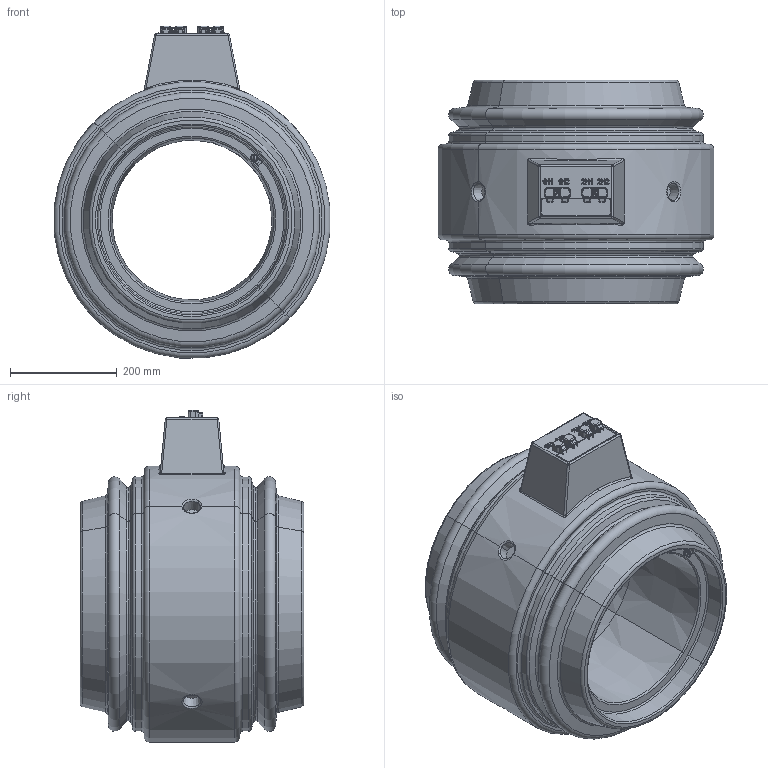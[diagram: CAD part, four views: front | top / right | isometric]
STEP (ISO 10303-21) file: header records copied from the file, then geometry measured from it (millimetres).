
FILE_DESCRIPTION (( 'STEP AP203' ), '1' );
FILE_NAME ('1藤.671235.006.STEP', '2019-02-14T04:42:37', ( '' ), ( '' ), 'SwSTEP 2.0', 'SolidWorks 2010', '' );
FILE_SCHEMA (( 'CONFIG_CONTROL_DESIGN' ));
Length unit declared in the file: millimetre
Products named in the file (1): 1藤.671235.006
Bounding box: 518.02 x 420 x 623.51 mm (x, y, z)
Surface area: 1345368.7 mm2 (no closed solid volume)
Topology: 0 solids, 25 shells, 448 faces, 1447 edges, 986 vertices
Faces by surface type: plane 123, bspline 97, cylinder 91, cone 67, torus 48, sphere 22
Entity records: 20601 total; most frequent: CARTESIAN_POINT 8945, DIRECTION 2302, ORIENTED_EDGE 2285, EDGE_CURVE 1441, VERTEX_POINT 984, AXIS2_PLACEMENT_3D 873, LINE 556, VECTOR 556
